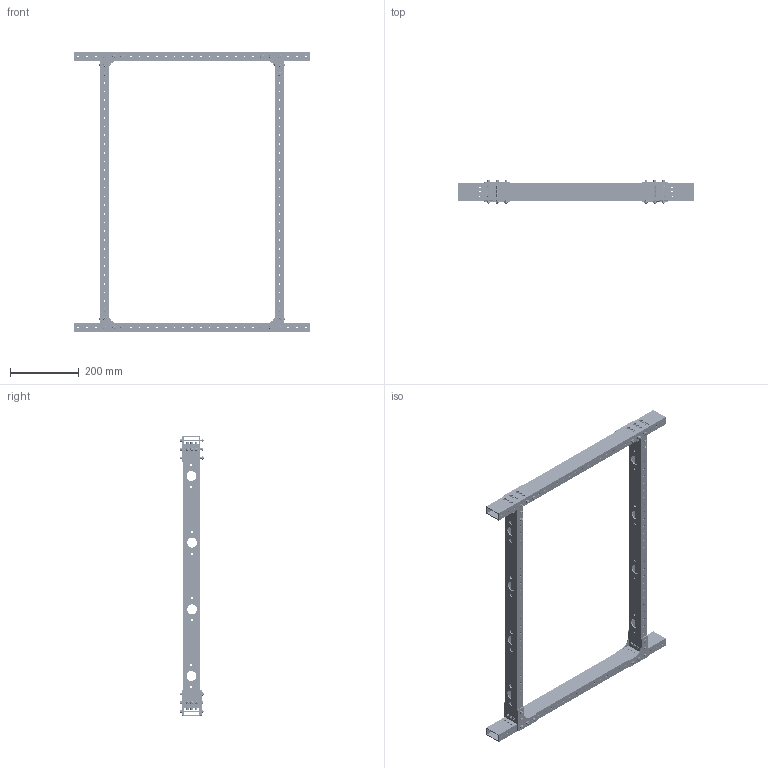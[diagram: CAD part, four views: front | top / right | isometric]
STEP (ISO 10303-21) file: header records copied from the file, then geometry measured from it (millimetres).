
FILE_DESCRIPTION (( 'STEP AP203' ), '1' );
FILE_NAME ('am-4890_FNNN.STEP', '2022-11-30T20:26:23', ( '' ), ( '' ), 'SwSTEP 2.0', 'SolidWorks 2022', '' );
FILE_SCHEMA (( 'CONFIG_CONTROL_DESIGN' ));
Length unit declared in the file: inch
Products named in the file (9): 10-32x0500_shcs_HX-SHCS 0.19-32x1.375x1-C; am-4886 Drivetrain End Rail; am-4885 Drivetrain Side Rail; am-4762 Tube Plug for 2x1x.125; am-4890_FNNN; BHCS 10-32 x 0.375 phillips_SBHCSCREW 0.19-32x0.5-HX-C; 10-32 Nylock Jam Nut_90633A411; 10-32x2500_shcs2_HX-SHCS 0.19-32x1.375x1-C; am-3860 90 Gusset
Assembly tree (90 placements, depth 2):
  am-4890_FNNN
    am-4885 Drivetrain Side Rail  x2
    am-4762 Tube Plug for 2x1x.125  x4
    am-4886 Drivetrain End Rail  x2
    am-3860 90 Gusset  x6
    10-32x2500_shcs2_HX-SHCS 0.19-32x1.375x1-C  x16
    10-32 Nylock Jam Nut_90633A411  x16
    10-32x0500_shcs_HX-SHCS 0.19-32x1.375x1-C  x20
    BHCS 10-32 x 0.375 phillips_SBHCSCREW 0.19-32x0.5-HX-C  x24
Bounding box: 685.8 x 68.33 x 812.8 mm (x, y, z)
Volume: 1360441.3 mm3; surface area: 907089.8 mm2
Topology: 106 solids, 106 shells, 3968 faces, 9508 edges, 5764 vertices
Faces by surface type: cylinder 1568, plane 1248, cone 936, torus 168, sphere 48
Entity records: 25267 total; most frequent: CARTESIAN_POINT 4396, DIRECTION 4015, ORIENTED_EDGE 3418, EDGE_CURVE 1709, AXIS2_PLACEMENT_3D 1672, VERTEX_POINT 1111, EDGE_LOOP 1034, CIRCLE 960
